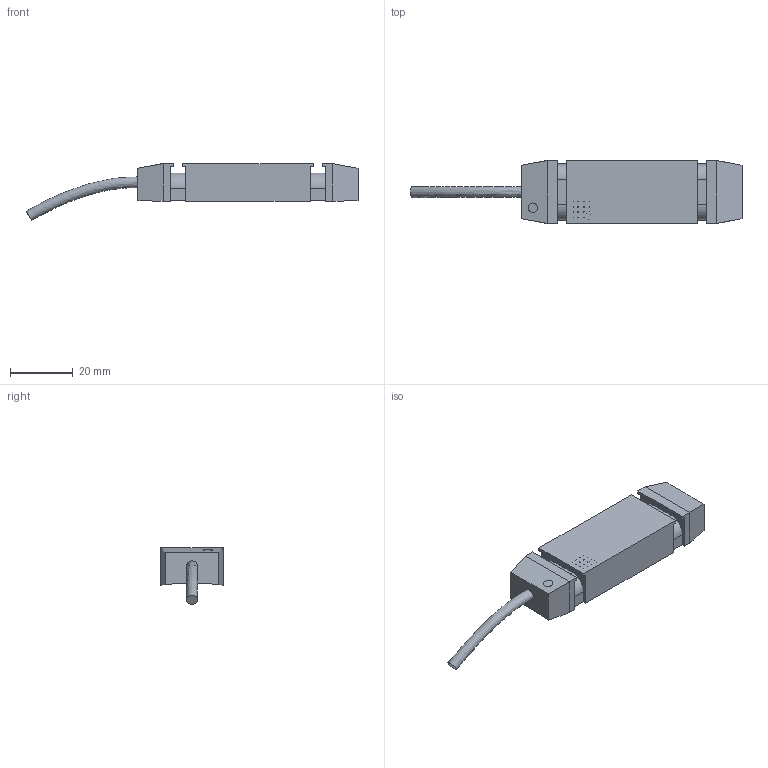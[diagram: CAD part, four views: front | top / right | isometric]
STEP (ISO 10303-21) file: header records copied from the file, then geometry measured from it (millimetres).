
FILE_DESCRIPTION((''),'2;1');
FILE_NAME('IS_70_K_BS.stp','2008-06-09T09:49:48',('User'),(''),'Autodesk Inventor 10','Autodesk Inventor 10','');
FILE_SCHEMA(('AUTOMOTIVE_DESIGN { 1 0 10303 214 1 1 1 1 }'));
Length unit declared in the file: millimetre
Products named in the file (2): IS_70_K_BS
Assembly tree (1 placements, depth 2):
  IS_70_K_BS
    IS_70_K_BS
Bounding box: 105.6 x 20 x 18.07 mm (x, y, z)
Volume: 15097.5 mm3; surface area: 5537.3 mm2
Topology: 1 solids, 1 shells, 137 faces, 344 edges, 226 vertices
Faces by surface type: plane 130, cylinder 6, bspline 1
Full cylindrical faces by diameter (mm): 3 x1
Entity records: 4298 total; most frequent: CARTESIAN_POINT 947, ORIENTED_EDGE 686, DIRECTION 644, EDGE_CURVE 343, VECTOR 316, LINE 316, VERTEX_POINT 226, AXIS2_PLACEMENT_3D 164
